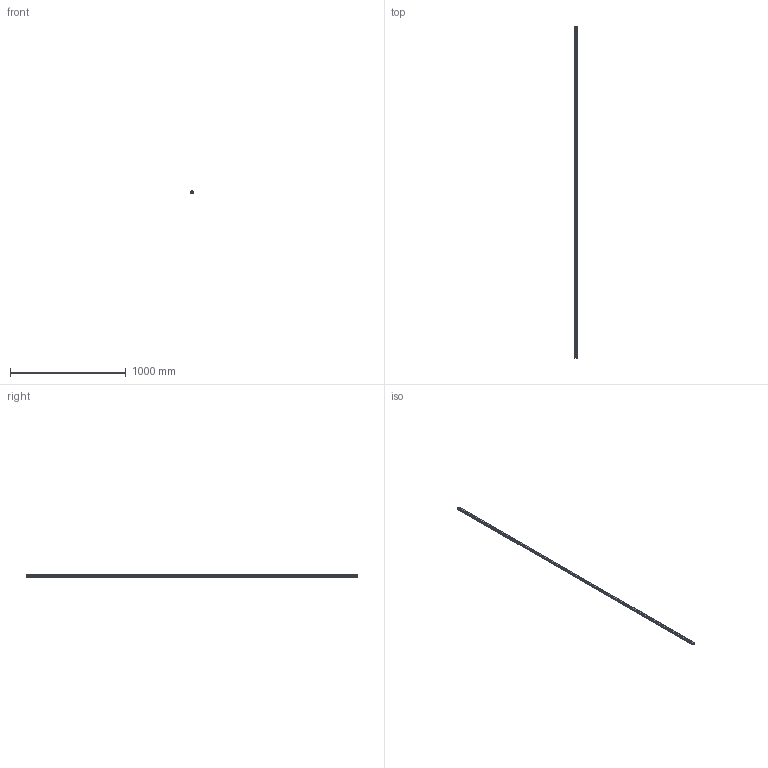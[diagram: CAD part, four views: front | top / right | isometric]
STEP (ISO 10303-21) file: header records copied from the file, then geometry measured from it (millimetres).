
FILE_DESCRIPTION(('STEP AP214'),'1');
FILE_NAME('cctmp_8F5A5601-EBDE-4D0C-B7A6-2A552BC08A46_2020_5_18_15_37_41_148..stp','2020-05-18T13:37:41',('HIWIN GmbH'),('CADClick - www.CADClick.com'),'Spatial InterOp 3D',' ','unknown authorization');
FILE_SCHEMA(('AUTOMOTIVE_DESIGN'));
Length unit declared in the file: millimetre
Products named in the file (1): HGR20R2870H_FILE
Bounding box: 20 x 2870 x 17.5 mm (x, y, z)
Volume: 820370.7 mm3; surface area: 243472.3 mm2
Topology: 1 solids, 1 shells, 539 faces, 1167 edges, 778 vertices
Faces by surface type: cylinder 310, plane 229
Entity records: 19297 total; most frequent: DIRECTION 2867, CARTESIAN_POINT 2485, ORIENTED_EDGE 2334, EDGE_CURVE 1167, AXIS2_PLACEMENT_3D 1160, VERTEX_POINT 778, EDGE_LOOP 687, CIRCLE 620
